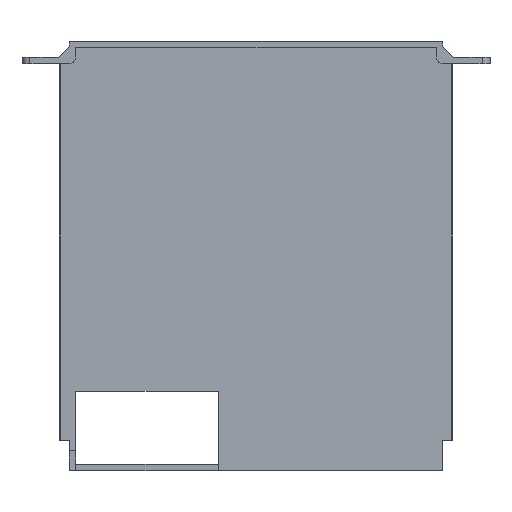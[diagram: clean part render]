
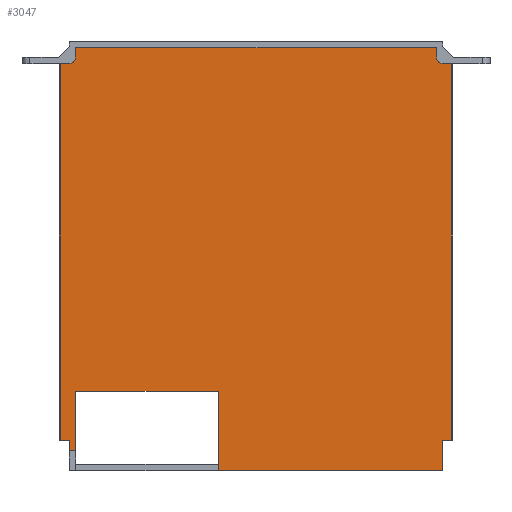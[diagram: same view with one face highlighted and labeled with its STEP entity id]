
A CAD part, front view. The second image highlights one B-rep face of the part: STEP entity #3047.
In plain terms, the highlighted planar face has unit normal (0, -1, 0).
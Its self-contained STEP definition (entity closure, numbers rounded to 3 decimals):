
#46=CIRCLE('',#3206,1.7);
#53=CIRCLE('',#3216,1.7);
#115=FACE_OUTER_BOUND('',#269,.T.);
#269=EDGE_LOOP('',(#2311,#2312,#2313,#2314,#2315,#2316,#2317,#2318,#2319,
#2320,#2321,#2322,#2323,#2324,#2325,#2326,#2327,#2328));
#406=LINE('',#4185,#824);
#451=LINE('',#4275,#869);
#539=LINE('',#4470,#957);
#553=LINE('',#4501,#971);
#594=LINE('',#4612,#1012);
#595=LINE('',#4615,#1013);
#596=LINE('',#4616,#1014);
#597=LINE('',#4618,#1015);
#598=LINE('',#4619,#1016);
#599=LINE('',#4621,#1017);
#600=LINE('',#4623,#1018);
#601=LINE('',#4625,#1019);
#602=LINE('',#4627,#1020);
#603=LINE('',#4628,#1021);
#604=LINE('',#4630,#1022);
#605=LINE('',#4631,#1023);
#824=VECTOR('',#3388,10.);
#869=VECTOR('',#3441,10.);
#957=VECTOR('',#3597,10.);
#971=VECTOR('',#3621,10.);
#1012=VECTOR('',#3712,10.);
#1013=VECTOR('',#3715,10.);
#1014=VECTOR('',#3716,10.);
#1015=VECTOR('',#3717,10.);
#1016=VECTOR('',#3718,10.);
#1017=VECTOR('',#3719,10.);
#1018=VECTOR('',#3720,10.);
#1019=VECTOR('',#3721,10.);
#1020=VECTOR('',#3722,10.);
#1021=VECTOR('',#3723,10.);
#1022=VECTOR('',#3724,10.);
#1023=VECTOR('',#3725,10.);
#1239=VERTEX_POINT('',#4182);
#1240=VERTEX_POINT('',#4184);
#1280=VERTEX_POINT('',#4272);
#1281=VERTEX_POINT('',#4274);
#1337=VERTEX_POINT('',#4431);
#1338=VERTEX_POINT('',#4433);
#1354=VERTEX_POINT('',#4468);
#1364=VERTEX_POINT('',#4494);
#1365=VERTEX_POINT('',#4496);
#1366=VERTEX_POINT('',#4500);
#1411=VERTEX_POINT('',#4610);
#1412=VERTEX_POINT('',#4614);
#1413=VERTEX_POINT('',#4617);
#1414=VERTEX_POINT('',#4620);
#1415=VERTEX_POINT('',#4622);
#1416=VERTEX_POINT('',#4624);
#1417=VERTEX_POINT('',#4626);
#1418=VERTEX_POINT('',#4629);
#1542=EDGE_CURVE('',#1239,#1240,#406,.T.);
#1587=EDGE_CURVE('',#1280,#1281,#451,.T.);
#1667=EDGE_CURVE('',#1337,#1338,#46,.F.);
#1686=EDGE_CURVE('',#1337,#1354,#539,.T.);
#1700=EDGE_CURVE('',#1364,#1365,#53,.F.);
#1702=EDGE_CURVE('',#1366,#1365,#553,.T.);
#1760=EDGE_CURVE('',#1364,#1411,#594,.T.);
#1761=EDGE_CURVE('',#1412,#1411,#595,.T.);
#1762=EDGE_CURVE('',#1412,#1338,#596,.T.);
#1763=EDGE_CURVE('',#1413,#1354,#597,.T.);
#1764=EDGE_CURVE('',#1240,#1413,#598,.T.);
#1765=EDGE_CURVE('',#1239,#1414,#599,.T.);
#1766=EDGE_CURVE('',#1414,#1415,#600,.T.);
#1767=EDGE_CURVE('',#1415,#1416,#601,.T.);
#1768=EDGE_CURVE('',#1416,#1417,#602,.T.);
#1769=EDGE_CURVE('',#1281,#1417,#603,.F.);
#1770=EDGE_CURVE('',#1280,#1418,#604,.T.);
#1771=EDGE_CURVE('',#1366,#1418,#605,.T.);
#2311=ORIENTED_EDGE('',*,*,#1702,.T.);
#2312=ORIENTED_EDGE('',*,*,#1700,.F.);
#2313=ORIENTED_EDGE('',*,*,#1760,.T.);
#2314=ORIENTED_EDGE('',*,*,#1761,.F.);
#2315=ORIENTED_EDGE('',*,*,#1762,.T.);
#2316=ORIENTED_EDGE('',*,*,#1667,.F.);
#2317=ORIENTED_EDGE('',*,*,#1686,.T.);
#2318=ORIENTED_EDGE('',*,*,#1763,.F.);
#2319=ORIENTED_EDGE('',*,*,#1764,.F.);
#2320=ORIENTED_EDGE('',*,*,#1542,.F.);
#2321=ORIENTED_EDGE('',*,*,#1765,.T.);
#2322=ORIENTED_EDGE('',*,*,#1766,.T.);
#2323=ORIENTED_EDGE('',*,*,#1767,.T.);
#2324=ORIENTED_EDGE('',*,*,#1768,.T.);
#2325=ORIENTED_EDGE('',*,*,#1769,.F.);
#2326=ORIENTED_EDGE('',*,*,#1587,.F.);
#2327=ORIENTED_EDGE('',*,*,#1770,.T.);
#2328=ORIENTED_EDGE('',*,*,#1771,.F.);
#2906=PLANE('',#3243);
#3047=ADVANCED_FACE('',(#115),#2906,.F.);
#3206=AXIS2_PLACEMENT_3D('',#4434,#3570,#3571);
#3216=AXIS2_PLACEMENT_3D('',#4497,#3616,#3617);
#3243=AXIS2_PLACEMENT_3D('',#4613,#3713,#3714);
#3388=DIRECTION('',(0.,0.,1.));
#3441=DIRECTION('',(0.,0.,-1.));
#3570=DIRECTION('center_axis',(0.,1.,0.));
#3571=DIRECTION('ref_axis',(0.707,0.,-0.707));
#3597=DIRECTION('',(-1.,0.,0.));
#3616=DIRECTION('center_axis',(0.,1.,0.));
#3617=DIRECTION('ref_axis',(-0.707,0.,-0.707));
#3621=DIRECTION('',(-1.,0.,0.));
#3712=DIRECTION('',(0.,0.,1.));
#3713=DIRECTION('center_axis',(0.,1.,0.));
#3714=DIRECTION('ref_axis',(1.,0.,0.));
#3715=DIRECTION('',(1.,0.,0.));
#3716=DIRECTION('',(0.,0.,-1.));
#3717=DIRECTION('',(0.,0.,1.));
#3718=DIRECTION('',(-1.,0.,0.));
#3719=DIRECTION('',(1.,0.,0.));
#3720=DIRECTION('',(0.,0.,1.));
#3721=DIRECTION('',(1.,0.,0.));
#3722=DIRECTION('',(0.,0.,-1.));
#3723=DIRECTION('',(1.,0.,0.));
#3724=DIRECTION('',(1.,0.,0.));
#3725=DIRECTION('',(0.,0.,-1.));
#4182=CARTESIAN_POINT('',(14.4,-1.6,-137.6));
#4184=CARTESIAN_POINT('',(14.4,-1.6,-135.));
#4185=CARTESIAN_POINT('',(14.4,-1.6,-88.5));
#4272=CARTESIAN_POINT('',(108.6,-1.6,-135.));
#4274=CARTESIAN_POINT('',(108.6,-1.6,-142.6));
#4275=CARTESIAN_POINT('',(108.6,-1.6,-88.5));
#4431=CARTESIAN_POINT('',(14.3,-1.6,-40.));
#4433=CARTESIAN_POINT('',(16.,-1.6,-38.3));
#4434=CARTESIAN_POINT('Origin',(14.3,-1.6,-38.3));
#4468=CARTESIAN_POINT('',(12.1,-1.6,-40.));
#4470=CARTESIAN_POINT('',(37.95,-1.6,-40.));
#4494=CARTESIAN_POINT('',(107.,-1.6,-38.3));
#4496=CARTESIAN_POINT('',(108.7,-1.6,-40.));
#4497=CARTESIAN_POINT('Origin',(108.7,-1.6,-38.3));
#4500=CARTESIAN_POINT('',(110.9,-1.6,-40.));
#4501=CARTESIAN_POINT('',(84.25,-1.6,-40.));
#4610=CARTESIAN_POINT('',(107.,-1.6,-36.));
#4612=CARTESIAN_POINT('',(107.,-1.6,-62.25));
#4613=CARTESIAN_POINT('Origin',(61.5,-1.6,-88.5));
#4614=CARTESIAN_POINT('',(16.,-1.6,-36.));
#4615=CARTESIAN_POINT('',(61.5,-1.6,-36.));
#4616=CARTESIAN_POINT('',(16.,-1.6,-64.25));
#4617=CARTESIAN_POINT('',(12.1,-1.6,-135.));
#4618=CARTESIAN_POINT('',(12.1,-1.6,-90.));
#4619=CARTESIAN_POINT('',(14.4,-1.6,-135.));
#4620=CARTESIAN_POINT('',(16.019,-1.6,-137.6));
#4621=CARTESIAN_POINT('',(36.3,-1.6,-137.6));
#4622=CARTESIAN_POINT('',(16.019,-1.6,-122.6));
#4623=CARTESIAN_POINT('',(16.019,-1.6,-115.55));
#4624=CARTESIAN_POINT('',(52.019,-1.6,-122.6));
#4625=CARTESIAN_POINT('',(38.759,-1.6,-122.6));
#4626=CARTESIAN_POINT('',(52.019,-1.6,-142.6));
#4627=CARTESIAN_POINT('',(52.019,-1.6,-105.55));
#4628=CARTESIAN_POINT('',(84.25,-1.6,-142.6));
#4629=CARTESIAN_POINT('',(110.9,-1.6,-135.));
#4630=CARTESIAN_POINT('',(108.6,-1.6,-135.));
#4631=CARTESIAN_POINT('',(110.9,-1.6,-90.));
